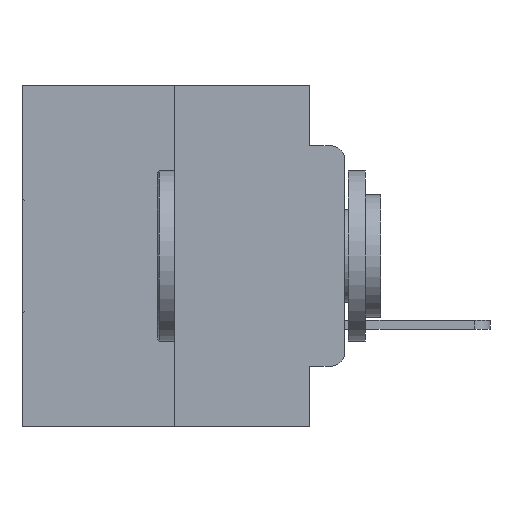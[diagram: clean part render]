
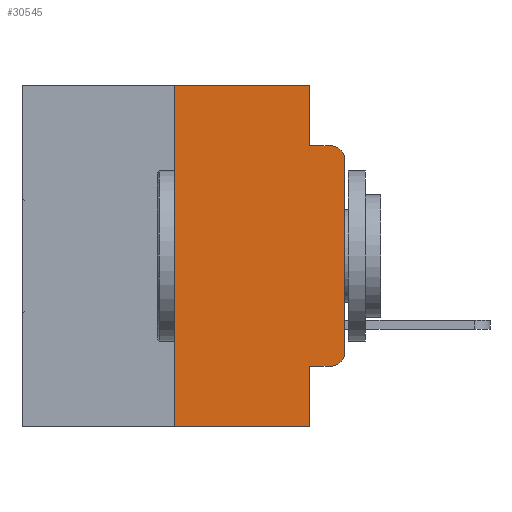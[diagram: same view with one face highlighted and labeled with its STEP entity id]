
A CAD part, left-side view. The second image highlights one B-rep face of the part: STEP entity #30545.
In plain terms, the highlighted planar face has unit normal (-1, 0, 0).
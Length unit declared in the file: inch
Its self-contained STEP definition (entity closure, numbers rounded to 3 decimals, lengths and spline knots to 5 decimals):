
#544 = LINE ( 'NONE', #12126, #30888 ) ;
#728 = CIRCLE ( 'NONE', #15654, 0.02 ) ;
#1657 = EDGE_LOOP ( 'NONE', ( #14799, #15031, #17140, #5549, #14649, #20304, #30876, #25072, #15438, #15317 ) ) ;
#3031 = VECTOR ( 'NONE', #23341, 39.37008 ) ;
#3066 = CARTESIAN_POINT ( 'NONE',  ( 0., 0.051, 0. ) ) ;
#3367 = VERTEX_POINT ( 'NONE', #4022 ) ;
#3532 = DIRECTION ( 'NONE',  ( 0., -1., 0. ) ) ;
#3747 = CARTESIAN_POINT ( 'NONE',  ( 0., 0.473, -0.5 ) ) ;
#4022 = CARTESIAN_POINT ( 'NONE',  ( 0., 0.02, -0.4115 ) ) ;
#4838 = VECTOR ( 'NONE', #17002, 39.37008 ) ;
#4877 = VERTEX_POINT ( 'NONE', #19034 ) ;
#5159 = DIRECTION ( 'NONE',  ( 0., 0., -1. ) ) ;
#5193 = DIRECTION ( 'NONE',  ( -1., 0., 0. ) ) ;
#5352 = CARTESIAN_POINT ( 'NONE',  ( 0., 0.02, -0.3915 ) ) ;
#5422 = EDGE_CURVE ( 'NONE', #17291, #3367, #7124, .T. ) ;
#5499 = VECTOR ( 'NONE', #21659, 39.37008 ) ;
#5549 = ORIENTED_EDGE ( 'NONE', *, *, #23831, .F. ) ;
#7124 = LINE ( 'NONE', #21562, #5499 ) ;
#7654 = CARTESIAN_POINT ( 'NONE',  ( 0., 0.051, -0.5 ) ) ;
#7869 = DIRECTION ( 'NONE',  ( 0., 0., 1. ) ) ;
#8970 = VERTEX_POINT ( 'NONE', #19515 ) ;
#9272 = VECTOR ( 'NONE', #20647, 39.37008 ) ;
#10674 = EDGE_CURVE ( 'NONE', #3367, #27552, #26727, .T. ) ;
#10696 = CARTESIAN_POINT ( 'NONE',  ( 0., 0.473, 0. ) ) ;
#12124 = EDGE_CURVE ( 'NONE', #18501, #23626, #29993, .T. ) ;
#12126 = CARTESIAN_POINT ( 'NONE',  ( 0., 0.051, -0.0885 ) ) ;
#12354 = CARTESIAN_POINT ( 'NONE',  ( 0., 0.051, 0. ) ) ;
#12576 = LINE ( 'NONE', #27560, #30074 ) ;
#13213 = DIRECTION ( 'NONE',  ( 0., 0., -1. ) ) ;
#13309 = CARTESIAN_POINT ( 'NONE',  ( 0., 0.051, -0.0885 ) ) ;
#13696 = CARTESIAN_POINT ( 'NONE',  ( 0., 0.02, -0.1085 ) ) ;
#14007 = VERTEX_POINT ( 'NONE', #18097 ) ;
#14423 = VECTOR ( 'NONE', #19474, 39.37008 ) ;
#14597 = CARTESIAN_POINT ( 'NONE',  ( 0., 0., 0. ) ) ;
#14649 = ORIENTED_EDGE ( 'NONE', *, *, #28230, .F. ) ;
#14799 = ORIENTED_EDGE ( 'NONE', *, *, #21423, .T. ) ;
#15031 = ORIENTED_EDGE ( 'NONE', *, *, #16212, .T. ) ;
#15317 = ORIENTED_EDGE ( 'NONE', *, *, #10674, .T. ) ;
#15438 = ORIENTED_EDGE ( 'NONE', *, *, #5422, .T. ) ;
#15654 = AXIS2_PLACEMENT_3D ( 'NONE', #13696, #29575, #16098 ) ;
#15869 = LINE ( 'NONE', #3066, #9272 ) ;
#16098 = DIRECTION ( 'NONE',  ( 0., 0., -1. ) ) ;
#16212 = EDGE_CURVE ( 'NONE', #8970, #14007, #728, .T. ) ;
#16224 = AXIS2_PLACEMENT_3D ( 'NONE', #10696, #26985, #13213 ) ;
#17002 = DIRECTION ( 'NONE',  ( 0., 0., 1. ) ) ;
#17140 = ORIENTED_EDGE ( 'NONE', *, *, #17817, .F. ) ;
#17291 = VERTEX_POINT ( 'NONE', #30574 ) ;
#17817 = EDGE_CURVE ( 'NONE', #26177, #14007, #544, .T. ) ;
#18065 = VECTOR ( 'NONE', #7869, 39.37008 ) ;
#18097 = CARTESIAN_POINT ( 'NONE',  ( 0., 0.02, -0.0885 ) ) ;
#18501 = VERTEX_POINT ( 'NONE', #21635 ) ;
#19034 = CARTESIAN_POINT ( 'NONE',  ( 0., 0.25, 0. ) ) ;
#19474 = DIRECTION ( 'NONE',  ( 0., 0., -1. ) ) ;
#19515 = CARTESIAN_POINT ( 'NONE',  ( 0., 0., -0.1085 ) ) ;
#20304 = ORIENTED_EDGE ( 'NONE', *, *, #25354, .F. ) ;
#20422 = AXIS2_PLACEMENT_3D ( 'NONE', #5352, #5193, #5159 ) ;
#20624 = LINE ( 'NONE', #26206, #14423 ) ;
#20647 = DIRECTION ( 'NONE',  ( 0., 0., -1. ) ) ;
#21213 = CARTESIAN_POINT ( 'NONE',  ( 0., 0., -0.3915 ) ) ;
#21423 = EDGE_CURVE ( 'NONE', #27552, #8970, #24173, .T. ) ;
#21562 = CARTESIAN_POINT ( 'NONE',  ( 0., 0.051, -0.4115 ) ) ;
#21635 = CARTESIAN_POINT ( 'NONE',  ( 0., 0.25, -0.5 ) ) ;
#21659 = DIRECTION ( 'NONE',  ( 0., -1., 0. ) ) ;
#23341 = DIRECTION ( 'NONE',  ( 0., -1., 0. ) ) ;
#23626 = VERTEX_POINT ( 'NONE', #7654 ) ;
#23831 = EDGE_CURVE ( 'NONE', #28466, #26177, #15869, .T. ) ;
#24173 = LINE ( 'NONE', #14597, #4838 ) ;
#24445 = CARTESIAN_POINT ( 'NONE',  ( 0., 0.25, 0. ) ) ;
#24727 = PLANE ( 'NONE',  #16224 ) ;
#25072 = ORIENTED_EDGE ( 'NONE', *, *, #29772, .F. ) ;
#25354 = EDGE_CURVE ( 'NONE', #18501, #4877, #29904, .T. ) ;
#26177 = VERTEX_POINT ( 'NONE', #13309 ) ;
#26206 = CARTESIAN_POINT ( 'NONE',  ( 0., 0.051, 0. ) ) ;
#26727 = CIRCLE ( 'NONE', #20422, 0.02 ) ;
#26985 = DIRECTION ( 'NONE',  ( 1., 0., 0. ) ) ;
#27552 = VERTEX_POINT ( 'NONE', #21213 ) ;
#27560 = CARTESIAN_POINT ( 'NONE',  ( 0., 0.473, 0. ) ) ;
#28230 = EDGE_CURVE ( 'NONE', #4877, #28466, #12576, .T. ) ;
#28466 = VERTEX_POINT ( 'NONE', #12354 ) ;
#29575 = DIRECTION ( 'NONE',  ( -1., 0., 0. ) ) ;
#29772 = EDGE_CURVE ( 'NONE', #17291, #23626, #20624, .T. ) ;
#29904 = LINE ( 'NONE', #24445, #18065 ) ;
#29993 = LINE ( 'NONE', #3747, #3031 ) ;
#30074 = VECTOR ( 'NONE', #3532, 39.37008 ) ;
#30363 = DIRECTION ( 'NONE',  ( 0., -1., 0. ) ) ;
#30545 = ADVANCED_FACE ( 'NONE', ( #30868 ), #24727, .F. ) ;
#30574 = CARTESIAN_POINT ( 'NONE',  ( 0., 0.051, -0.4115 ) ) ;
#30868 = FACE_OUTER_BOUND ( 'NONE', #1657, .T. ) ;
#30876 = ORIENTED_EDGE ( 'NONE', *, *, #12124, .T. ) ;
#30888 = VECTOR ( 'NONE', #30363, 39.37008 ) ;
